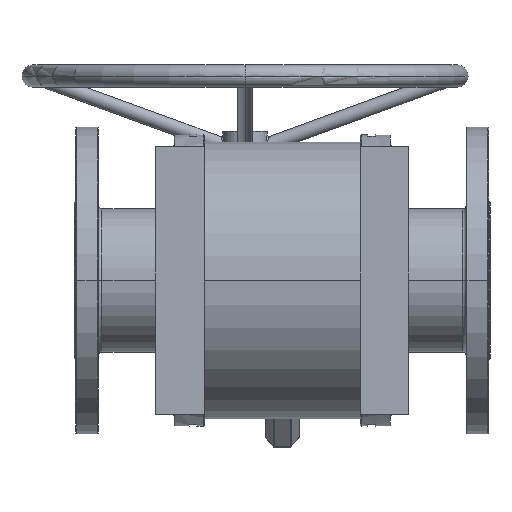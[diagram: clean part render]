
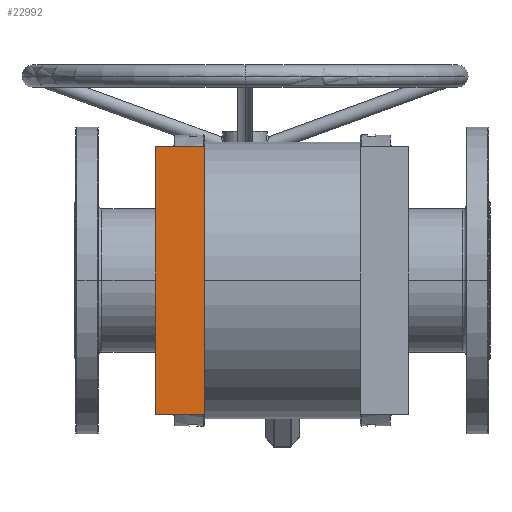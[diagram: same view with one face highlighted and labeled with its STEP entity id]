
A CAD part, front view. The second image highlights one B-rep face of the part: STEP entity #22992.
In plain terms, the highlighted planar face has unit normal (0, -1, 0).
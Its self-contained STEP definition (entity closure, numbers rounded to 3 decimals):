
#1586 = VERTEX_POINT ( 'NONE', #9208 ) ;
#1966 = CARTESIAN_POINT ( 'NONE',  ( -145., -291.5, 0. ) ) ;
#2714 = CARTESIAN_POINT ( 'NONE',  ( -170., -291.5, -180. ) ) ;
#3269 = LINE ( 'NONE', #2714, #23055 ) ;
#3560 = ORIENTED_EDGE ( 'NONE', *, *, #16654, .T. ) ;
#3751 = EDGE_CURVE ( 'NONE', #8119, #24146, #3269, .T. ) ;
#4452 = CARTESIAN_POINT ( 'NONE',  ( -145., -291.5, 180. ) ) ;
#6735 = EDGE_CURVE ( 'NONE', #8119, #14843, #14009, .T. ) ;
#7014 = EDGE_LOOP ( 'NONE', ( #14279, #3560, #14195, #8834 ) ) ;
#7105 = DIRECTION ( 'NONE',  ( 0., 0., 1. ) ) ;
#8119 = VERTEX_POINT ( 'NONE', #21929 ) ;
#8145 = LINE ( 'NONE', #14045, #19494 ) ;
#8415 = LINE ( 'NONE', #4452, #23580 ) ;
#8498 = CARTESIAN_POINT ( 'NONE',  ( -170., -291.5, 180. ) ) ;
#8834 = ORIENTED_EDGE ( 'NONE', *, *, #3751, .F. ) ;
#8995 = EDGE_CURVE ( 'NONE', #24146, #1586, #8415, .T. ) ;
#9208 = CARTESIAN_POINT ( 'NONE',  ( -105., -291.5, 180. ) ) ;
#10169 = AXIS2_PLACEMENT_3D ( 'NONE', #1966, #12628, #21268 ) ;
#10341 = DIRECTION ( 'NONE',  ( 1., 0., 0. ) ) ;
#12628 = DIRECTION ( 'NONE',  ( 0., 1., 0. ) ) ;
#12758 = FACE_OUTER_BOUND ( 'NONE', #7014, .T. ) ;
#14009 = LINE ( 'NONE', #24832, #19735 ) ;
#14045 = CARTESIAN_POINT ( 'NONE',  ( -105., -291.5, -180. ) ) ;
#14195 = ORIENTED_EDGE ( 'NONE', *, *, #8995, .F. ) ;
#14279 = ORIENTED_EDGE ( 'NONE', *, *, #6735, .T. ) ;
#14418 = DIRECTION ( 'NONE',  ( 1., 0., 0. ) ) ;
#14843 = VERTEX_POINT ( 'NONE', #20108 ) ;
#16521 = DIRECTION ( 'NONE',  ( 0., 0., 1. ) ) ;
#16654 = EDGE_CURVE ( 'NONE', #14843, #1586, #8145, .T. ) ;
#19494 = VECTOR ( 'NONE', #16521, 1000. ) ;
#19735 = VECTOR ( 'NONE', #14418, 1000. ) ;
#20108 = CARTESIAN_POINT ( 'NONE',  ( -105., -291.5, -180. ) ) ;
#21127 = PLANE ( 'NONE',  #10169 ) ;
#21268 = DIRECTION ( 'NONE',  ( 0., 0., 1. ) ) ;
#21929 = CARTESIAN_POINT ( 'NONE',  ( -170., -291.5, -180. ) ) ;
#22992 = ADVANCED_FACE ( 'NONE', ( #12758 ), #21127, .F. ) ;
#23055 = VECTOR ( 'NONE', #7105, 1000. ) ;
#23580 = VECTOR ( 'NONE', #10341, 1000. ) ;
#24146 = VERTEX_POINT ( 'NONE', #8498 ) ;
#24832 = CARTESIAN_POINT ( 'NONE',  ( -145., -291.5, -180. ) ) ;
